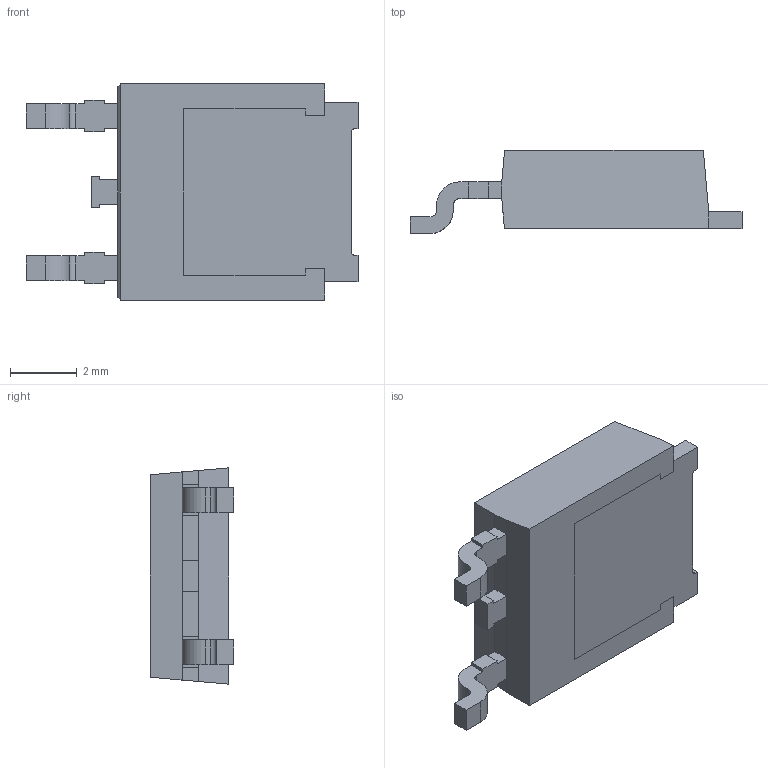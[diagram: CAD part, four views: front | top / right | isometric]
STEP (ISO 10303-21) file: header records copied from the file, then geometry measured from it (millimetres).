
FILE_DESCRIPTION (( 'STEP AP214' ), '1' );
FILE_NAME ('IFX27001TF V50.STEP', '2023-06-20T13:54:53', ( '' ), ( '' ), 'SwSTEP 2.0', 'SolidWorks 2021', '' );
FILE_SCHEMA (( 'AUTOMOTIVE_DESIGN' ));
Length unit declared in the file: millimetre
Products named in the file (2): IFX27001TF V50; IFX27001TF V50_IFX27001TF V50
Assembly tree (1 placements, depth 2):
  IFX27001TF V50
    IFX27001TF V50_IFX27001TF V50
Bounding box: 9.98 x 2.5 x 6.5 mm (x, y, z)
Volume: 95.9 mm3; surface area: 224.8 mm2
Topology: 5 solids, 5 shells, 95 faces, 250 edges, 166 vertices
Faces by surface type: plane 83, cylinder 12
Entity records: 2994 total; most frequent: CARTESIAN_POINT 515, ORIENTED_EDGE 500, DIRECTION 472, EDGE_CURVE 250, LINE 226, VECTOR 226, VERTEX_POINT 166, AXIS2_PLACEMENT_3D 123
